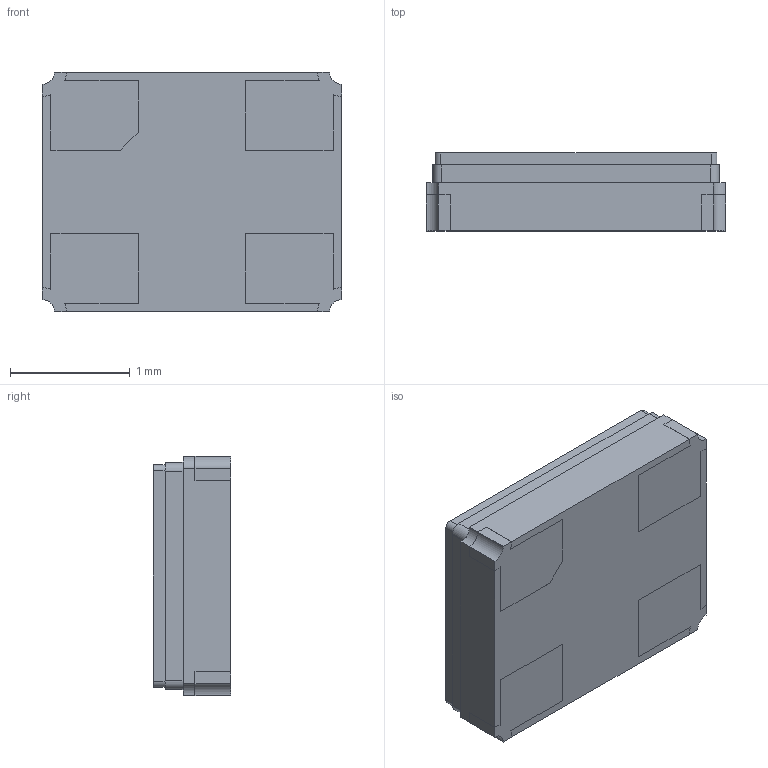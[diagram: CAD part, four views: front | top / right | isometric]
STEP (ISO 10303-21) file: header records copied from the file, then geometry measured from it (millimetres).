
FILE_DESCRIPTION (( 'STEP AP214' ), '1' );
FILE_NAME ('User Library-NX2520SA.STEP', '2013-07-29T10:51:40', ( 'Windows User' ), ( '' ), 'SwSTEP 2.0', 'SolidWorks 2013', '' );
FILE_SCHEMA (( 'AUTOMOTIVE_DESIGN' ));
Length unit declared in the file: millimetre
Products named in the file (1): User Library-NX2520SA
Bounding box: 2.5 x 0.65 x 2 mm (x, y, z)
Volume: 3.1 mm3; surface area: 15.6 mm2
Topology: 1 solids, 1 shells, 184 faces, 508 edges, 338 vertices
Faces by surface type: plane 112, bspline 44, cylinder 28
Entity records: 9748 total; most frequent: CARTESIAN_POINT 3891, ORIENTED_EDGE 1016, DIRECTION 764, EDGE_CURVE 508, LINE 358, VECTOR 358, VERTEX_POINT 338, AXIS2_PLACEMENT_3D 203
